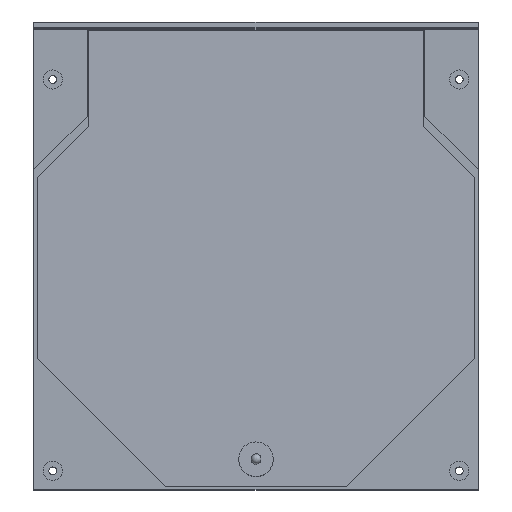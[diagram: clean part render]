
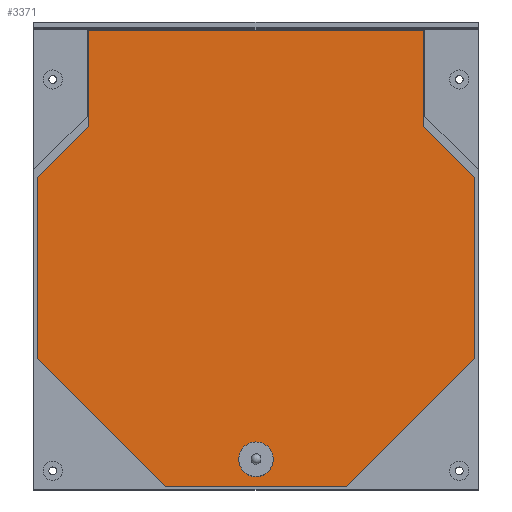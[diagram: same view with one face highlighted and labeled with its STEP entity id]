
A CAD part, top view. The second image highlights one B-rep face of the part: STEP entity #3371.
In plain terms, the highlighted planar face has unit normal (0, 0.018, 1).
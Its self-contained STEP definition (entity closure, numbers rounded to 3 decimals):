
#365=LINE('',#39248,#563);
#368=LINE('',#39254,#566);
#371=LINE('',#39261,#569);
#373=LINE('',#39266,#571);
#376=LINE('',#39271,#574);
#378=LINE('',#39276,#576);
#380=LINE('',#39279,#578);
#381=LINE('',#39281,#579);
#382=LINE('',#39282,#580);
#383=LINE('',#39283,#581);
#563=VECTOR('',#4154,236.102);
#566=VECTOR('',#4159,124.949);
#569=VECTOR('',#4166,94.752);
#571=VECTOR('',#4170,94.752);
#574=VECTOR('',#4175,124.949);
#576=VECTOR('',#4179,236.102);
#578=VECTOR('',#4183,236.102);
#579=VECTOR('',#4186,236.102);
#580=VECTOR('',#4187,436.);
#581=VECTOR('',#4188,236.102);
#768=PLANE('',#3626);
#940=FACE_BOUND('',#1340,.T.);
#1060=FACE_OUTER_BOUND('',#1339,.T.);
#1339=EDGE_LOOP('',(#2696,#2697,#2698,#2699,#2700,#2701,#2702,#2703,#2704,
#2705));
#1340=EDGE_LOOP('',(#2706));
#1551=CIRCLE('',#3608,5.);
#1736=VERTEX_POINT('',#39218);
#1744=VERTEX_POINT('',#39245);
#1745=VERTEX_POINT('',#39247);
#1746=VERTEX_POINT('',#39251);
#1747=VERTEX_POINT('',#39253);
#1749=VERTEX_POINT('',#39259);
#1750=VERTEX_POINT('',#39263);
#1751=VERTEX_POINT('',#39265);
#1752=VERTEX_POINT('',#39269);
#1753=VERTEX_POINT('',#39273);
#1754=VERTEX_POINT('',#39275);
#2079=EDGE_CURVE('',#1736,#1736,#1551,.T.);
#2092=EDGE_CURVE('',#1745,#1744,#365,.T.);
#2095=EDGE_CURVE('',#1747,#1746,#368,.T.);
#2099=EDGE_CURVE('',#1746,#1749,#371,.T.);
#2101=EDGE_CURVE('',#1751,#1750,#373,.T.);
#2104=EDGE_CURVE('',#1750,#1752,#376,.T.);
#2106=EDGE_CURVE('',#1754,#1753,#378,.T.);
#2108=EDGE_CURVE('',#1751,#1753,#380,.T.);
#2109=EDGE_CURVE('',#1754,#1744,#381,.T.);
#2110=EDGE_CURVE('',#1747,#1752,#382,.T.);
#2111=EDGE_CURVE('',#1745,#1749,#383,.T.);
#2696=ORIENTED_EDGE('',*,*,#2092,.T.);
#2697=ORIENTED_EDGE('',*,*,#2109,.F.);
#2698=ORIENTED_EDGE('',*,*,#2106,.T.);
#2699=ORIENTED_EDGE('',*,*,#2108,.F.);
#2700=ORIENTED_EDGE('',*,*,#2101,.T.);
#2701=ORIENTED_EDGE('',*,*,#2104,.T.);
#2702=ORIENTED_EDGE('',*,*,#2110,.F.);
#2703=ORIENTED_EDGE('',*,*,#2095,.T.);
#2704=ORIENTED_EDGE('',*,*,#2099,.T.);
#2705=ORIENTED_EDGE('',*,*,#2111,.F.);
#2706=ORIENTED_EDGE('',*,*,#2079,.T.);
#3371=ADVANCED_FACE('',(#1060,#940),#768,.T.);
#3608=AXIS2_PLACEMENT_3D('',#39219,#4123,#4124);
#3626=AXIS2_PLACEMENT_3D('',#39280,#4184,#4185);
#4123=DIRECTION('center_axis',(0.,-0.017,-1.));
#4124=DIRECTION('ref_axis',(1.,0.,0.));
#4154=DIRECTION('',(0.707,-0.707,0.012));
#4159=DIRECTION('',(0.,-1.,0.017));
#4166=DIRECTION('',(-0.707,-0.707,0.012));
#4170=DIRECTION('',(-0.707,0.707,-0.012));
#4175=DIRECTION('',(0.,1.,-0.017));
#4179=DIRECTION('',(0.707,0.707,-0.012));
#4183=DIRECTION('',(0.,-1.,0.017));
#4184=DIRECTION('center_axis',(0.,0.017,1.));
#4185=DIRECTION('ref_axis',(0.,-1.,0.017));
#4186=DIRECTION('',(-1.,0.,0.));
#4187=DIRECTION('',(1.,0.,0.));
#4188=DIRECTION('',(0.,1.,-0.017));
#39218=CARTESIAN_POINT('',(5.,-250.654,64.317));
#39219=CARTESIAN_POINT('Origin',(0.,-250.654,64.317));
#39245=CARTESIAN_POINT('',(-118.051,-285.649,64.927));
#39247=CARTESIAN_POINT('',(-285.,-118.725,62.014));
#39248=CARTESIAN_POINT('',(-237.288,-166.43,62.846));
#39251=CARTESIAN_POINT('',(-218.,184.33,56.724));
#39253=CARTESIAN_POINT('',(-218.,309.26,54.543));
#39254=CARTESIAN_POINT('',(-218.,246.795,55.634));
#39259=CARTESIAN_POINT('',(-285.,117.34,57.893));
#39261=CARTESIAN_POINT('',(-165.763,236.559,55.812));
#39263=CARTESIAN_POINT('',(218.,184.33,56.724));
#39265=CARTESIAN_POINT('',(285.,117.34,57.893));
#39266=CARTESIAN_POINT('',(82.288,320.021,54.355));
#39269=CARTESIAN_POINT('',(218.,309.26,54.543));
#39271=CARTESIAN_POINT('',(218.,309.26,54.543));
#39273=CARTESIAN_POINT('',(285.,-118.725,62.014));
#39275=CARTESIAN_POINT('',(118.051,-285.649,64.927));
#39276=CARTESIAN_POINT('',(320.763,-82.968,61.39));
#39279=CARTESIAN_POINT('',(285.,-285.649,64.927));
#39280=CARTESIAN_POINT('Origin',(0.,309.26,54.543));
#39281=CARTESIAN_POINT('',(0.,-285.649,64.927));
#39282=CARTESIAN_POINT('',(0.,309.26,54.543));
#39283=CARTESIAN_POINT('',(-285.,-285.649,64.927));
